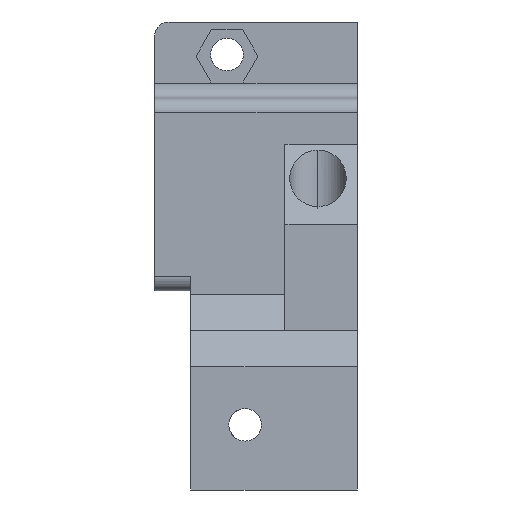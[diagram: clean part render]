
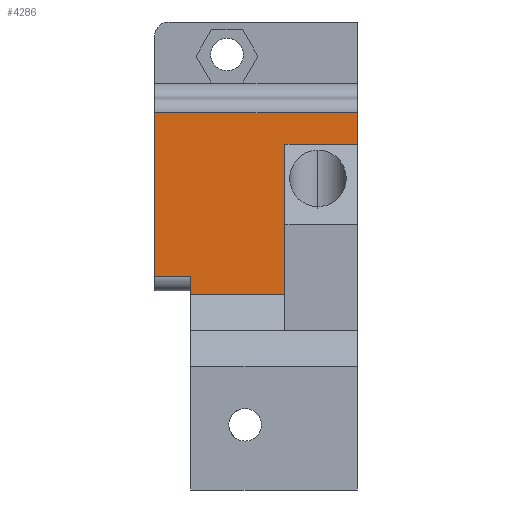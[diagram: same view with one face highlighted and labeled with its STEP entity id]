
A CAD part, left-side view. The second image highlights one B-rep face of the part: STEP entity #4286.
In plain terms, the highlighted planar face has unit normal (-1, 0, 0).
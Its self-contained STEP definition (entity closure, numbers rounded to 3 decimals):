
#77 = CARTESIAN_POINT ( 'NONE',  ( -13.3, 20., 11.3 ) ) ;
#153 = VECTOR ( 'NONE', #2365, 1000. ) ;
#155 = VERTEX_POINT ( 'NONE', #808 ) ;
#251 = ORIENTED_EDGE ( 'NONE', *, *, #5116, .T. ) ;
#261 = EDGE_LOOP ( 'NONE', ( #533, #251, #2757, #4193, #4897, #2072, #3195, #622 ) ) ;
#272 = VECTOR ( 'NONE', #1703, 1000. ) ;
#283 = DIRECTION ( 'NONE',  ( 0., 0., 1. ) ) ;
#318 = VECTOR ( 'NONE', #3844, 1000. ) ;
#368 = CARTESIAN_POINT ( 'NONE',  ( -13.3, 20., 11.3 ) ) ;
#507 = VECTOR ( 'NONE', #4046, 1000. ) ;
#533 = ORIENTED_EDGE ( 'NONE', *, *, #4392, .T. ) ;
#557 = DIRECTION ( 'NONE',  ( 0., -1., 0. ) ) ;
#622 = ORIENTED_EDGE ( 'NONE', *, *, #4504, .T. ) ;
#808 = CARTESIAN_POINT ( 'NONE',  ( -13.3, 15., -11.3 ) ) ;
#991 = LINE ( 'NONE', #4378, #3531 ) ;
#1019 = CARTESIAN_POINT ( 'NONE',  ( -13.3, 20., -11.3 ) ) ;
#1050 = CARTESIAN_POINT ( 'NONE',  ( -13.3, -8., 11.3 ) ) ;
#1054 = VERTEX_POINT ( 'NONE', #1567 ) ;
#1493 = EDGE_CURVE ( 'NONE', #3727, #2086, #1620, .T. ) ;
#1534 = DIRECTION ( 'NONE',  ( 1., 0., 0. ) ) ;
#1562 = CARTESIAN_POINT ( 'NONE',  ( -13.3, -8., 6.914 ) ) ;
#1567 = CARTESIAN_POINT ( 'NONE',  ( -13.3, 15., -13.8 ) ) ;
#1613 = FACE_OUTER_BOUND ( 'NONE', #261, .T. ) ;
#1620 = LINE ( 'NONE', #368, #3541 ) ;
#1622 = EDGE_CURVE ( 'NONE', #2776, #155, #3200, .T. ) ;
#1632 = EDGE_CURVE ( 'NONE', #3727, #1915, #2307, .T. ) ;
#1703 = DIRECTION ( 'NONE',  ( 0., 0., -1. ) ) ;
#1915 = VERTEX_POINT ( 'NONE', #1562 ) ;
#1920 = CARTESIAN_POINT ( 'NONE',  ( -13.3, 2., -13.8 ) ) ;
#1973 = CARTESIAN_POINT ( 'NONE',  ( -13.3, 20., -13.3 ) ) ;
#2072 = ORIENTED_EDGE ( 'NONE', *, *, #1622, .T. ) ;
#2086 = VERTEX_POINT ( 'NONE', #77 ) ;
#2307 = LINE ( 'NONE', #1050, #507 ) ;
#2365 = DIRECTION ( 'NONE',  ( 0., -1., 0. ) ) ;
#2391 = LINE ( 'NONE', #4491, #4955 ) ;
#2419 = DIRECTION ( 'NONE',  ( 0., 0., -1. ) ) ;
#2527 = CARTESIAN_POINT ( 'NONE',  ( -13.3, 0., -13.8 ) ) ;
#2757 = ORIENTED_EDGE ( 'NONE', *, *, #1632, .F. ) ;
#2776 = VERTEX_POINT ( 'NONE', #5293 ) ;
#3195 = ORIENTED_EDGE ( 'NONE', *, *, #3410, .T. ) ;
#3200 = LINE ( 'NONE', #1019, #153 ) ;
#3410 = EDGE_CURVE ( 'NONE', #155, #1054, #3803, .T. ) ;
#3531 = VECTOR ( 'NONE', #557, 1000. ) ;
#3541 = VECTOR ( 'NONE', #3771, 1000. ) ;
#3643 = LINE ( 'NONE', #4523, #4596 ) ;
#3727 = VERTEX_POINT ( 'NONE', #5282 ) ;
#3771 = DIRECTION ( 'NONE',  ( 0., 1., 0. ) ) ;
#3803 = LINE ( 'NONE', #5495, #272 ) ;
#3844 = DIRECTION ( 'NONE',  ( 0., -1., 0. ) ) ;
#4046 = DIRECTION ( 'NONE',  ( 0., 0., -1. ) ) ;
#4062 = AXIS2_PLACEMENT_3D ( 'NONE', #1973, #1534, #2419 ) ;
#4155 = DIRECTION ( 'NONE',  ( 0., 0., 1. ) ) ;
#4193 = ORIENTED_EDGE ( 'NONE', *, *, #1493, .T. ) ;
#4232 = LINE ( 'NONE', #2527, #318 ) ;
#4286 = ADVANCED_FACE ( 'NONE', ( #1613 ), #4999, .F. ) ;
#4337 = EDGE_CURVE ( 'NONE', #2776, #2086, #2391, .T. ) ;
#4378 = CARTESIAN_POINT ( 'NONE',  ( -13.3, 2., 6.914 ) ) ;
#4392 = EDGE_CURVE ( 'NONE', #5071, #5060, #3643, .T. ) ;
#4491 = CARTESIAN_POINT ( 'NONE',  ( -13.3, 20., -13.3 ) ) ;
#4504 = EDGE_CURVE ( 'NONE', #1054, #5071, #4232, .T. ) ;
#4523 = CARTESIAN_POINT ( 'NONE',  ( -13.3, 2., 6.914 ) ) ;
#4596 = VECTOR ( 'NONE', #283, 1000. ) ;
#4897 = ORIENTED_EDGE ( 'NONE', *, *, #4337, .F. ) ;
#4955 = VECTOR ( 'NONE', #4155, 1000. ) ;
#4999 = PLANE ( 'NONE',  #4062 ) ;
#5060 = VERTEX_POINT ( 'NONE', #5277 ) ;
#5071 = VERTEX_POINT ( 'NONE', #1920 ) ;
#5116 = EDGE_CURVE ( 'NONE', #5060, #1915, #991, .T. ) ;
#5277 = CARTESIAN_POINT ( 'NONE',  ( -13.3, 2., 6.914 ) ) ;
#5282 = CARTESIAN_POINT ( 'NONE',  ( -13.3, -8., 11.3 ) ) ;
#5293 = CARTESIAN_POINT ( 'NONE',  ( -13.3, 20., -11.3 ) ) ;
#5495 = CARTESIAN_POINT ( 'NONE',  ( -13.3, 15., -37.8 ) ) ;
